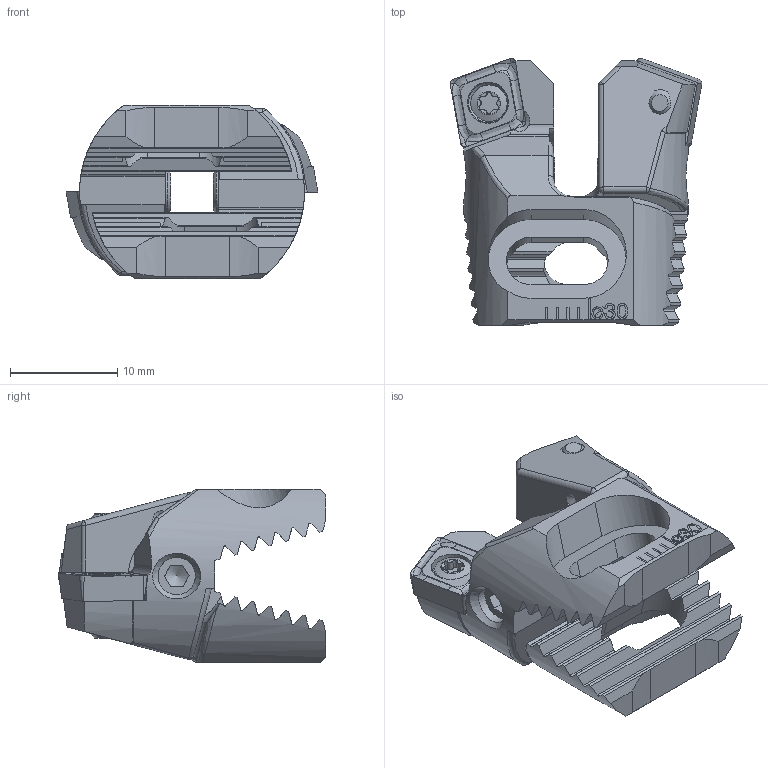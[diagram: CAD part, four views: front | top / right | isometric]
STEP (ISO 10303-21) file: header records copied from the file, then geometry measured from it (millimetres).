
FILE_DESCRIPTION (( 'STEP AP214' ), '1' );
FILE_NAME ('Z20.WCA.B70.015.STEP', '2020-08-14T11:34:39', ( '' ), ( '' ), 'SwSTEP 2.0', 'SolidWorks 2017', '' );
FILE_SCHEMA (( 'AUTOMOTIVE_DESIGN' ));
Length unit declared in the file: millimetre
Products named in the file (5): Z20-ER3.001.007_A; WCA-ER2.001.006_A; Z20.WCA.B70.015; Z20-xxx.001.015_D_70ø; CCMT060204
Assembly tree (8 placements, depth 2):
  Z20.WCA.B70.015
    Z20-xxx.001.015_D_70ø  x2
    WCA-ER2.001.006_A  x2
    CCMT060204  x2
    Z20-ER3.001.007_A  x2
Bounding box: 23.5 x 24.95 x 16.2 mm (x, y, z)
Volume: 2926.4 mm3; surface area: 3395 mm2
Topology: 8 solids, 8 shells, 542 faces, 1432 edges, 916 vertices
Faces by surface type: plane 266, cylinder 106, bspline 106, cone 46, sphere 10, torus 8
Full cylindrical faces by diameter (mm): 1.6 x2, 2 x2, 2.05 x2, 2.5 x2, 2.8 x2, 3.4 x2, 3.5 x2, 3.85 x2, 4 x2
Entity records: 11629 total; most frequent: CARTESIAN_POINT 4927, ORIENTED_EDGE 1372, DIRECTION 970, EDGE_CURVE 686, VERTEX_POINT 452, LINE 336, VECTOR 336, AXIS2_PLACEMENT_3D 317
